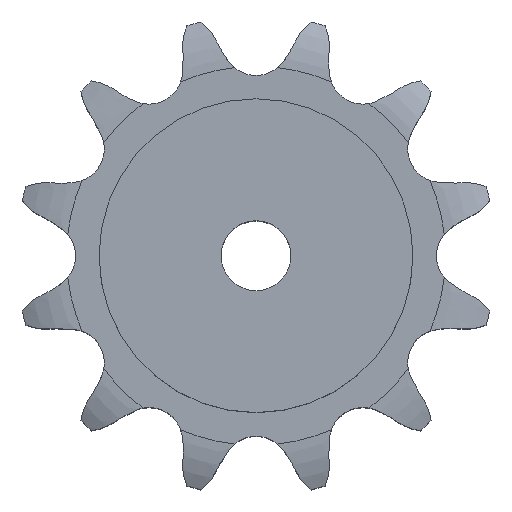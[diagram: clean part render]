
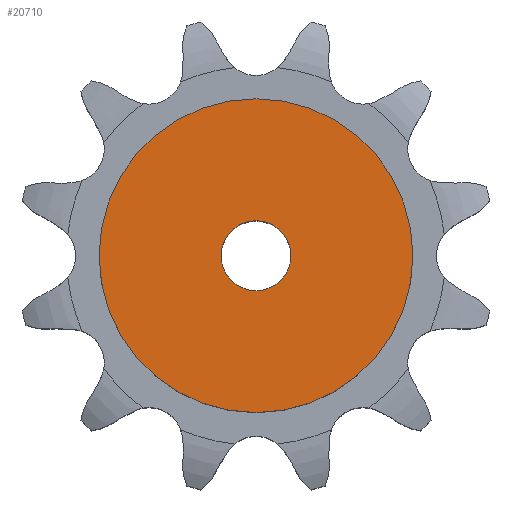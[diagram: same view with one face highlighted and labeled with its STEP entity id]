
A CAD part, top view. The second image highlights one B-rep face of the part: STEP entity #20710.
In plain terms, the highlighted planar face has unit normal (0, 0, 1).
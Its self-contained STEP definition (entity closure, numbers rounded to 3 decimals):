
#11157 = CYLINDRICAL_SURFACE('',#11158,10.);
#11158 = AXIS2_PLACEMENT_3D('',#11159,#11160,#11161);
#11159 = CARTESIAN_POINT('',(0.,0.,235.424));
#11160 = DIRECTION('',(0.,0.,1.));
#11161 = DIRECTION('',(1.,0.,0.));
#14177 = EDGE_CURVE('',#14178,#14178,#14180,.T.);
#14178 = VERTEX_POINT('',#14179);
#14179 = CARTESIAN_POINT('',(10.,0.,80.));
#14180 = SURFACE_CURVE('',#14181,(#14186,#14193),.PCURVE_S1.);
#14181 = CIRCLE('',#14182,10.);
#14182 = AXIS2_PLACEMENT_3D('',#14183,#14184,#14185);
#14183 = CARTESIAN_POINT('',(0.,0.,80.));
#14184 = DIRECTION('',(0.,0.,1.));
#14185 = DIRECTION('',(1.,0.,0.));
#14186 = PCURVE('',#11157,#14187);
#14187 = DEFINITIONAL_REPRESENTATION('',(#14188),#14192);
#14188 = LINE('',#14189,#14190);
#14189 = CARTESIAN_POINT('',(0.,-155.424));
#14190 = VECTOR('',#14191,1.);
#14191 = DIRECTION('',(1.,0.));
#14192 = ( GEOMETRIC_REPRESENTATION_CONTEXT(2) 
PARAMETRIC_REPRESENTATION_CONTEXT() REPRESENTATION_CONTEXT('2D SPACE',''
  ) );
#14193 = PCURVE('',#14194,#14199);
#14194 = PLANE('',#14195);
#14195 = AXIS2_PLACEMENT_3D('',#14196,#14197,#14198);
#14196 = CARTESIAN_POINT('',(0.,0.,80.)
  );
#14197 = DIRECTION('',(0.,0.,1.));
#14198 = DIRECTION('',(1.,0.,0.));
#14199 = DEFINITIONAL_REPRESENTATION('',(#14200),#14204);
#14200 = CIRCLE('',#14201,10.);
#14201 = AXIS2_PLACEMENT_2D('',#14202,#14203);
#14202 = CARTESIAN_POINT('',(0.,0.));
#14203 = DIRECTION('',(1.,0.));
#14204 = ( GEOMETRIC_REPRESENTATION_CONTEXT(2) 
PARAMETRIC_REPRESENTATION_CONTEXT() REPRESENTATION_CONTEXT('2D SPACE',''
  ) );
#20710 = ADVANCED_FACE('',(#20711,#20742),#14194,.T.);
#20711 = FACE_BOUND('',#20712,.T.);
#20712 = EDGE_LOOP('',(#20713));
#20713 = ORIENTED_EDGE('',*,*,#20714,.T.);
#20714 = EDGE_CURVE('',#20715,#20715,#20717,.T.);
#20715 = VERTEX_POINT('',#20716);
#20716 = CARTESIAN_POINT('',(45.,0.,80.));
#20717 = SURFACE_CURVE('',#20718,(#20723,#20730),.PCURVE_S1.);
#20718 = CIRCLE('',#20719,45.);
#20719 = AXIS2_PLACEMENT_3D('',#20720,#20721,#20722);
#20720 = CARTESIAN_POINT('',(0.,0.,80.));
#20721 = DIRECTION('',(0.,0.,1.));
#20722 = DIRECTION('',(1.,0.,0.));
#20723 = PCURVE('',#14194,#20724);
#20724 = DEFINITIONAL_REPRESENTATION('',(#20725),#20729);
#20725 = CIRCLE('',#20726,45.);
#20726 = AXIS2_PLACEMENT_2D('',#20727,#20728);
#20727 = CARTESIAN_POINT('',(0.,0.));
#20728 = DIRECTION('',(1.,0.));
#20729 = ( GEOMETRIC_REPRESENTATION_CONTEXT(2) 
PARAMETRIC_REPRESENTATION_CONTEXT() REPRESENTATION_CONTEXT('2D SPACE',''
  ) );
#20730 = PCURVE('',#20731,#20736);
#20731 = CYLINDRICAL_SURFACE('',#20732,45.);
#20732 = AXIS2_PLACEMENT_3D('',#20733,#20734,#20735);
#20733 = CARTESIAN_POINT('',(0.,0.,0.));
#20734 = DIRECTION('',(-0.,-0.,-1.));
#20735 = DIRECTION('',(1.,0.,0.));
#20736 = DEFINITIONAL_REPRESENTATION('',(#20737),#20741);
#20737 = LINE('',#20738,#20739);
#20738 = CARTESIAN_POINT('',(-0.,-80.));
#20739 = VECTOR('',#20740,1.);
#20740 = DIRECTION('',(-1.,0.));
#20741 = ( GEOMETRIC_REPRESENTATION_CONTEXT(2) 
PARAMETRIC_REPRESENTATION_CONTEXT() REPRESENTATION_CONTEXT('2D SPACE',''
  ) );
#20742 = FACE_BOUND('',#20743,.T.);
#20743 = EDGE_LOOP('',(#20744));
#20744 = ORIENTED_EDGE('',*,*,#14177,.F.);
